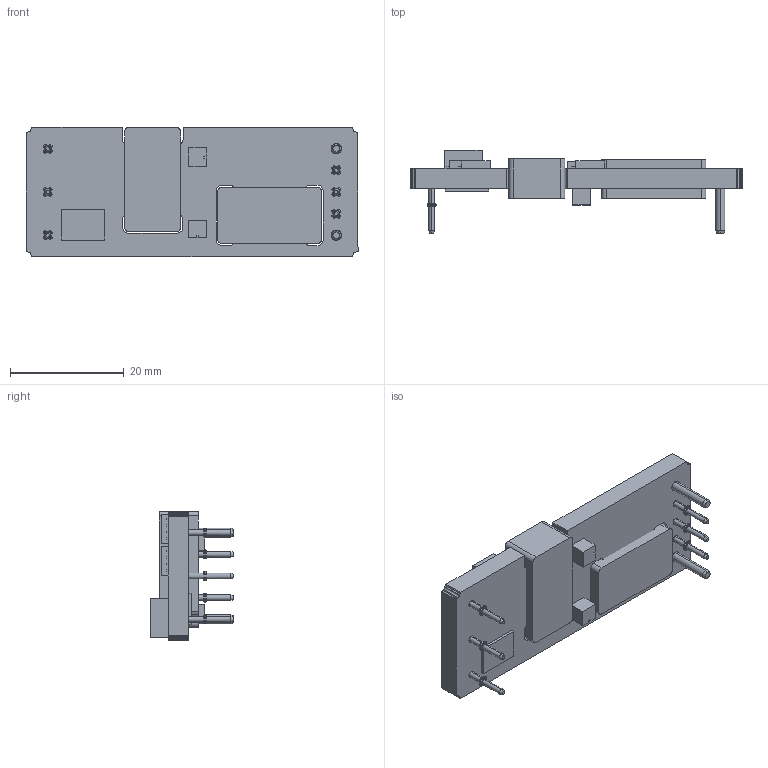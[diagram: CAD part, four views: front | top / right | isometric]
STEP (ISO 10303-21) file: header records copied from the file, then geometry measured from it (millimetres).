
FILE_DESCRIPTION (( 'STEP AP214' ), '1' );
FILE_NAME ('UWE-24(dash)3-Q12P-C.STEP', '2018-10-22T18:15:14', ( '' ), ( '' ), 'SwSTEP 2.0', 'SolidWorks 2017', '' );
FILE_SCHEMA (( 'AUTOMOTIVE_DESIGN' ));
Length unit declared in the file: inch
Products named in the file (1): UWE-24(dash)3-Q12P-C
Bounding box: 58.42 x 14.73 x 22.86 mm (x, y, z)
Volume: 6988.7 mm3; surface area: 6000 mm2
Topology: 35 solids, 35 shells, 713 faces, 1697 edges, 1078 vertices
Faces by surface type: plane 374, bspline 160, cylinder 115, torus 48, cone 16
Entity records: 32919 total; most frequent: CARTESIAN_POINT 12993, ORIENTED_EDGE 3394, DIRECTION 2707, EDGE_CURVE 1697, VERTEX_POINT 1078, LINE 963, VECTOR 963, AXIS2_PLACEMENT_3D 872
